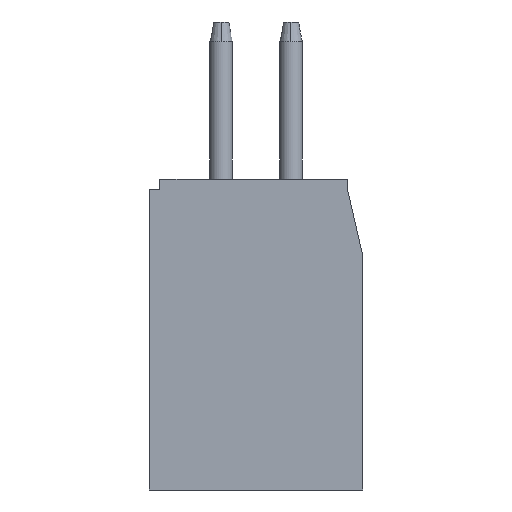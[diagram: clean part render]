
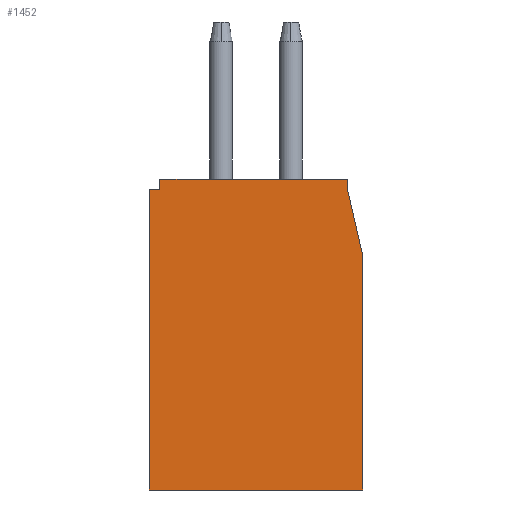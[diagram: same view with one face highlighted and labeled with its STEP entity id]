
A CAD part, left-side view. The second image highlights one B-rep face of the part: STEP entity #1452.
In plain terms, the highlighted planar face has unit normal (-1, 0, 0).
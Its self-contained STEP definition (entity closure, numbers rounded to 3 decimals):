
#113 = EDGE_CURVE ( 'NONE', #4172, #7409, #7011, .T. ) ;
#259 = EDGE_CURVE ( 'NONE', #6688, #3039, #315, .T. ) ;
#313 = ORIENTED_EDGE ( 'NONE', *, *, #7331, .T. ) ;
#315 = LINE ( 'NONE', #4717, #7466 ) ;
#499 = DIRECTION ( 'NONE',  ( 0., 0., -1. ) ) ;
#626 = CARTESIAN_POINT ( 'NONE',  ( -7.3, 2.75, 8.6 ) ) ;
#718 = EDGE_CURVE ( 'NONE', #7409, #5381, #2887, .T. ) ;
#1174 = CARTESIAN_POINT ( 'NONE',  ( -7.3, 3.05, 8.9 ) ) ;
#1325 = CARTESIAN_POINT ( 'NONE',  ( -7.3, -3.05, 0. ) ) ;
#1452 = ADVANCED_FACE ( 'NONE', ( #2906 ), #4191, .F. ) ;
#1513 = VECTOR ( 'NONE', #4591, 1000. ) ;
#1716 = CARTESIAN_POINT ( 'NONE',  ( -7.3, -3.05, 6.729 ) ) ;
#1725 = AXIS2_PLACEMENT_3D ( 'NONE', #6115, #5332, #7371 ) ;
#1773 = CARTESIAN_POINT ( 'NONE',  ( -7.3, -3.05, 8.9 ) ) ;
#2301 = EDGE_CURVE ( 'NONE', #5529, #3039, #4207, .T. ) ;
#2316 = VECTOR ( 'NONE', #499, 1000. ) ;
#2499 = VECTOR ( 'NONE', #6462, 1000. ) ;
#2816 = DIRECTION ( 'NONE',  ( 0., -1., 0. ) ) ;
#2887 = LINE ( 'NONE', #1174, #5103 ) ;
#2906 = FACE_OUTER_BOUND ( 'NONE', #5831, .T. ) ;
#3039 = VERTEX_POINT ( 'NONE', #5057 ) ;
#3055 = ORIENTED_EDGE ( 'NONE', *, *, #113, .T. ) ;
#3148 = DIRECTION ( 'NONE',  ( 0., -0.224, -0.974 ) ) ;
#3615 = LINE ( 'NONE', #1773, #2316 ) ;
#3769 = ORIENTED_EDGE ( 'NONE', *, *, #7984, .F. ) ;
#3973 = CARTESIAN_POINT ( 'NONE',  ( -7.3, -3.05, 8.6 ) ) ;
#4172 = VERTEX_POINT ( 'NONE', #626 ) ;
#4191 = PLANE ( 'NONE',  #1725 ) ;
#4207 = LINE ( 'NONE', #4908, #6648 ) ;
#4253 = DIRECTION ( 'NONE',  ( 0., 0., -1. ) ) ;
#4255 = ORIENTED_EDGE ( 'NONE', *, *, #2301, .T. ) ;
#4481 = DIRECTION ( 'NONE',  ( 0., 1., 0. ) ) ;
#4591 = DIRECTION ( 'NONE',  ( 0., -1., 0. ) ) ;
#4717 = CARTESIAN_POINT ( 'NONE',  ( -7.3, -3.05, 8.9 ) ) ;
#4857 = VECTOR ( 'NONE', #4481, 1000. ) ;
#4908 = CARTESIAN_POINT ( 'NONE',  ( -7.3, -2.619, 8.6 ) ) ;
#4963 = LINE ( 'NONE', #5616, #5888 ) ;
#5057 = CARTESIAN_POINT ( 'NONE',  ( -7.3, -2.619, 8.9 ) ) ;
#5086 = CARTESIAN_POINT ( 'NONE',  ( -7.3, -2.619, 8.6 ) ) ;
#5103 = VECTOR ( 'NONE', #4253, 1000. ) ;
#5287 = VERTEX_POINT ( 'NONE', #1716 ) ;
#5324 = CARTESIAN_POINT ( 'NONE',  ( -7.3, -3.05, 0. ) ) ;
#5332 = DIRECTION ( 'NONE',  ( 1., 0., 0. ) ) ;
#5381 = VERTEX_POINT ( 'NONE', #5548 ) ;
#5471 = CARTESIAN_POINT ( 'NONE',  ( -7.3, 2.75, 8.9 ) ) ;
#5529 = VERTEX_POINT ( 'NONE', #5086 ) ;
#5548 = CARTESIAN_POINT ( 'NONE',  ( -7.3, 3.05, 0. ) ) ;
#5562 = DIRECTION ( 'NONE',  ( 0., 0., 1. ) ) ;
#5616 = CARTESIAN_POINT ( 'NONE',  ( -7.3, -3.05, 6.729 ) ) ;
#5812 = LINE ( 'NONE', #7760, #2499 ) ;
#5831 = EDGE_LOOP ( 'NONE', ( #6238, #3055, #7740, #313, #7030, #3769, #4255, #6627 ) ) ;
#5888 = VECTOR ( 'NONE', #3148, 1000. ) ;
#6115 = CARTESIAN_POINT ( 'NONE',  ( -7.3, -3.05, 8.9 ) ) ;
#6195 = CARTESIAN_POINT ( 'NONE',  ( -7.3, 3.05, 8.6 ) ) ;
#6238 = ORIENTED_EDGE ( 'NONE', *, *, #8044, .T. ) ;
#6462 = DIRECTION ( 'NONE',  ( 0., 0., -1. ) ) ;
#6627 = ORIENTED_EDGE ( 'NONE', *, *, #259, .F. ) ;
#6648 = VECTOR ( 'NONE', #5562, 1000. ) ;
#6688 = VERTEX_POINT ( 'NONE', #5471 ) ;
#6696 = EDGE_CURVE ( 'NONE', #5287, #6725, #3615, .T. ) ;
#6725 = VERTEX_POINT ( 'NONE', #1325 ) ;
#7011 = LINE ( 'NONE', #3973, #4857 ) ;
#7030 = ORIENTED_EDGE ( 'NONE', *, *, #6696, .F. ) ;
#7239 = LINE ( 'NONE', #5324, #1513 ) ;
#7331 = EDGE_CURVE ( 'NONE', #5381, #6725, #7239, .T. ) ;
#7371 = DIRECTION ( 'NONE',  ( 0., 0., -1. ) ) ;
#7409 = VERTEX_POINT ( 'NONE', #6195 ) ;
#7466 = VECTOR ( 'NONE', #2816, 1000. ) ;
#7740 = ORIENTED_EDGE ( 'NONE', *, *, #718, .T. ) ;
#7760 = CARTESIAN_POINT ( 'NONE',  ( -7.3, 2.75, 8.9 ) ) ;
#7984 = EDGE_CURVE ( 'NONE', #5529, #5287, #4963, .T. ) ;
#8044 = EDGE_CURVE ( 'NONE', #6688, #4172, #5812, .T. ) ;
